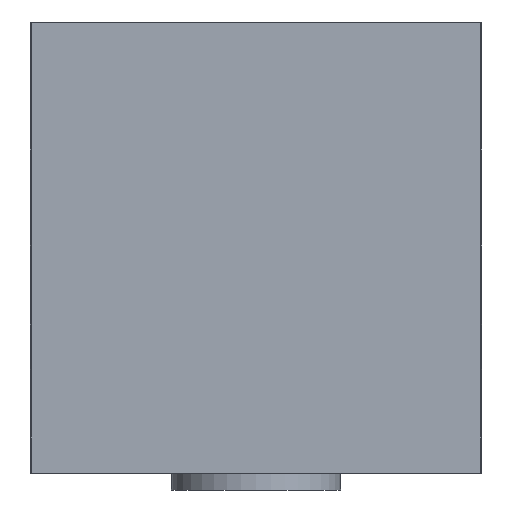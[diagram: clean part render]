
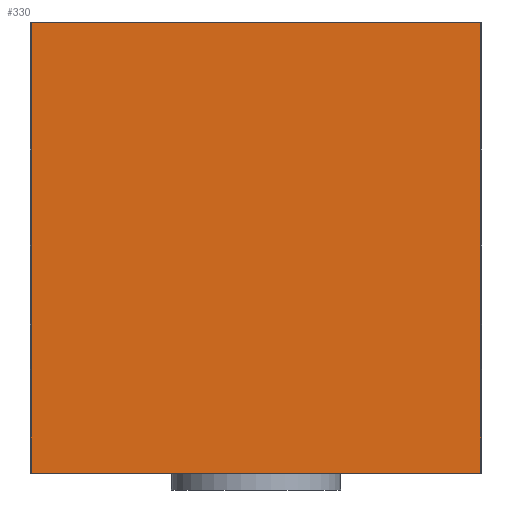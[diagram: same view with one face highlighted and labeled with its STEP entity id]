
A CAD part, front view. The second image highlights one B-rep face of the part: STEP entity #330.
In plain terms, the highlighted planar face has unit normal (0, -1, 0).
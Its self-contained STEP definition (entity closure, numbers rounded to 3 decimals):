
#330 = ADVANCED_FACE( '', ( #710 ), #711, .F. );
#710 = FACE_OUTER_BOUND( '', #1155, .T. );
#711 = PLANE( '', #1156 );
#1155 = EDGE_LOOP( '', ( #1850, #1851, #1852, #1853, #1854, #1855 ) );
#1156 = AXIS2_PLACEMENT_3D( '', #1856, #1857, #1858 );
#1850 = ORIENTED_EDGE( '', *, *, #2655, .T. );
#1851 = ORIENTED_EDGE( '', *, *, #2656, .T. );
#1852 = ORIENTED_EDGE( '', *, *, #2657, .F. );
#1853 = ORIENTED_EDGE( '', *, *, #2658, .F. );
#1854 = ORIENTED_EDGE( '', *, *, #2549, .F. );
#1855 = ORIENTED_EDGE( '', *, *, #2653, .T. );
#1856 = CARTESIAN_POINT( '', ( 19.95, -12., 20. ) );
#1857 = DIRECTION( '', ( 0., 1., 0. ) );
#1858 = DIRECTION( '', ( 0., 0., 1. ) );
#2549 = EDGE_CURVE( '', #3026, #3024, #3028, .T. );
#2653 = EDGE_CURVE( '', #3026, #3183, #3185, .T. );
#2655 = EDGE_CURVE( '', #3183, #3187, #3188, .T. );
#2656 = EDGE_CURVE( '', #3187, #3189, #3190, .T. );
#2657 = EDGE_CURVE( '', #3191, #3189, #3192, .T. );
#2658 = EDGE_CURVE( '', #3024, #3191, #3193, .T. );
#3024 = VERTEX_POINT( '', #3663 );
#3026 = VERTEX_POINT( '', #3665 );
#3028 = LINE( '', #3668, #3669 );
#3183 = VERTEX_POINT( '', #3875 );
#3185 = LINE( '', #3878, #3879 );
#3187 = VERTEX_POINT( '', #3881 );
#3188 = LINE( '', #3882, #3883 );
#3189 = VERTEX_POINT( '', #3884 );
#3190 = LINE( '', #3885, #3886 );
#3191 = VERTEX_POINT( '', #3887 );
#3192 = LINE( '', #3888, #3889 );
#3193 = LINE( '', #3890, #3891 );
#3663 = CARTESIAN_POINT( '', ( 19.95, -12., 0. ) );
#3665 = CARTESIAN_POINT( '', ( 19.95, -12., 20. ) );
#3668 = CARTESIAN_POINT( '', ( 19.95, -12., 20. ) );
#3669 = VECTOR( '', #4292, 1000. );
#3875 = CARTESIAN_POINT( '', ( -19.95, -12., 20. ) );
#3878 = CARTESIAN_POINT( '', ( 19.95, -12., 20. ) );
#3879 = VECTOR( '', #4417, 1000. );
#3881 = CARTESIAN_POINT( '', ( -19.95, -12., 0. ) );
#3882 = CARTESIAN_POINT( '', ( -19.95, -12., 20. ) );
#3883 = VECTOR( '', #4418, 1000. );
#3884 = CARTESIAN_POINT( '', ( -19.95, -12., -20. ) );
#3885 = CARTESIAN_POINT( '', ( -19.95, -12., 20. ) );
#3886 = VECTOR( '', #4419, 1000. );
#3887 = CARTESIAN_POINT( '', ( 19.95, -12., -20. ) );
#3888 = CARTESIAN_POINT( '', ( 19.95, -12., -20. ) );
#3889 = VECTOR( '', #4420, 1000. );
#3890 = CARTESIAN_POINT( '', ( 19.95, -12., 20. ) );
#3891 = VECTOR( '', #4421, 1000. );
#4292 = DIRECTION( '', ( 0., 0., -1. ) );
#4417 = DIRECTION( '', ( -1., 0., 0. ) );
#4418 = DIRECTION( '', ( 0., 0., -1. ) );
#4419 = DIRECTION( '', ( 0., 0., -1. ) );
#4420 = DIRECTION( '', ( -1., 0., 0. ) );
#4421 = DIRECTION( '', ( 0., 0., -1. ) );
